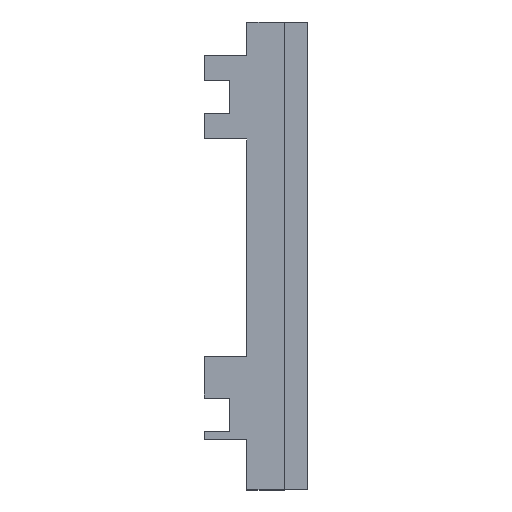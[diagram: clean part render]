
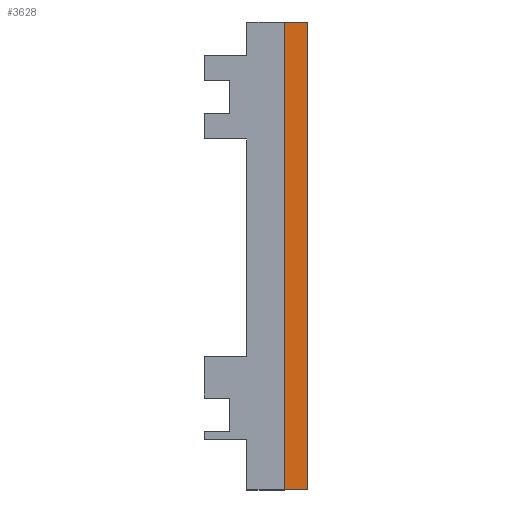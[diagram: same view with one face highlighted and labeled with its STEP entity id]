
A CAD part, front view. The second image highlights one B-rep face of the part: STEP entity #3628.
In plain terms, the highlighted planar face has unit normal (0, -1, 0).
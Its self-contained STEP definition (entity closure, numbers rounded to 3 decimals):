
#32 = PLANE('',#33);
#33 = AXIS2_PLACEMENT_3D('',#34,#35,#36);
#34 = CARTESIAN_POINT('',(-327.704,35.001,905.97));
#35 = DIRECTION('',(1.,0.,0.));
#36 = DIRECTION('',(0.,1.,0.));
#57 = VERTEX_POINT('',#58);
#58 = CARTESIAN_POINT('',(-327.704,-140.049,1175.97));
#72 = PLANE('',#73);
#73 = AXIS2_PLACEMENT_3D('',#74,#75,#76);
#74 = CARTESIAN_POINT('',(-400.704,-244.999,1175.97));
#75 = DIRECTION('',(0.,0.,-1.));
#76 = DIRECTION('',(-1.,0.,0.));
#84 = EDGE_CURVE('',#57,#85,#87,.T.);
#85 = VERTEX_POINT('',#86);
#86 = CARTESIAN_POINT('',(-327.704,-140.049,615.97));
#87 = SURFACE_CURVE('',#88,(#92,#99),.PCURVE_S1.);
#88 = LINE('',#89,#90);
#89 = CARTESIAN_POINT('',(-327.704,-140.049,1175.97));
#90 = VECTOR('',#91,1.);
#91 = DIRECTION('',(0.,0.,-1.));
#92 = PCURVE('',#32,#93);
#93 = DEFINITIONAL_REPRESENTATION('',(#94),#98);
#94 = LINE('',#95,#96);
#95 = CARTESIAN_POINT('',(-175.05,270.));
#96 = VECTOR('',#97,1.);
#97 = DIRECTION('',(0.,-1.));
#98 = ( GEOMETRIC_REPRESENTATION_CONTEXT(2) 
PARAMETRIC_REPRESENTATION_CONTEXT() REPRESENTATION_CONTEXT('2D SPACE',''
  ) );
#99 = PCURVE('',#100,#105);
#100 = PLANE('',#101);
#101 = AXIS2_PLACEMENT_3D('',#102,#103,#104);
#102 = CARTESIAN_POINT('',(267.498,-140.049,1175.97));
#103 = DIRECTION('',(0.,1.,0.));
#104 = DIRECTION('',(-1.,0.,0.));
#105 = DEFINITIONAL_REPRESENTATION('',(#106),#110);
#106 = LINE('',#107,#108);
#107 = CARTESIAN_POINT('',(595.202,0.));
#108 = VECTOR('',#109,1.);
#109 = DIRECTION('',(0.,-1.));
#110 = ( GEOMETRIC_REPRESENTATION_CONTEXT(2) 
PARAMETRIC_REPRESENTATION_CONTEXT() REPRESENTATION_CONTEXT('2D SPACE',''
  ) );
#126 = PLANE('',#127);
#127 = AXIS2_PLACEMENT_3D('',#128,#129,#130);
#128 = CARTESIAN_POINT('',(-355.704,-244.999,615.97));
#129 = DIRECTION('',(0.,0.,1.));
#130 = DIRECTION('',(1.,0.,0.));
#931 = EDGE_CURVE('',#932,#934,#936,.T.);
#932 = VERTEX_POINT('',#933);
#933 = CARTESIAN_POINT('',(-355.704,-140.049,1175.97));
#934 = VERTEX_POINT('',#935);
#935 = CARTESIAN_POINT('',(-355.704,-140.049,615.97));
#936 = SURFACE_CURVE('',#937,(#941,#953),.PCURVE_S1.);
#937 = LINE('',#938,#939);
#938 = CARTESIAN_POINT('',(-355.704,-140.049,615.97));
#939 = VECTOR('',#940,1.);
#940 = DIRECTION('',(0.,0.,-1.));
#941 = PCURVE('',#942,#947);
#942 = PLANE('',#943);
#943 = AXIS2_PLACEMENT_3D('',#944,#945,#946);
#944 = CARTESIAN_POINT('',(-355.704,35.001,905.97));
#945 = DIRECTION('',(1.,0.,0.));
#946 = DIRECTION('',(0.,1.,0.));
#947 = DEFINITIONAL_REPRESENTATION('',(#948),#952);
#948 = LINE('',#949,#950);
#949 = CARTESIAN_POINT('',(-175.05,-290.));
#950 = VECTOR('',#951,1.);
#951 = DIRECTION('',(0.,-1.));
#952 = ( GEOMETRIC_REPRESENTATION_CONTEXT(2) 
PARAMETRIC_REPRESENTATION_CONTEXT() REPRESENTATION_CONTEXT('2D SPACE',''
  ) );
#953 = PCURVE('',#100,#954);
#954 = DEFINITIONAL_REPRESENTATION('',(#955),#959);
#955 = LINE('',#956,#957);
#956 = CARTESIAN_POINT('',(623.202,-560.));
#957 = VECTOR('',#958,1.);
#958 = DIRECTION('',(0.,-1.));
#959 = ( GEOMETRIC_REPRESENTATION_CONTEXT(2) 
PARAMETRIC_REPRESENTATION_CONTEXT() REPRESENTATION_CONTEXT('2D SPACE',''
  ) );
#2420 = EDGE_CURVE('',#85,#934,#2421,.T.);
#2421 = SURFACE_CURVE('',#2422,(#2426,#2433),.PCURVE_S1.);
#2422 = LINE('',#2423,#2424);
#2423 = CARTESIAN_POINT('',(267.498,-140.049,615.97));
#2424 = VECTOR('',#2425,1.);
#2425 = DIRECTION('',(-1.,0.,0.));
#2426 = PCURVE('',#126,#2427);
#2427 = DEFINITIONAL_REPRESENTATION('',(#2428),#2432);
#2428 = LINE('',#2429,#2430);
#2429 = CARTESIAN_POINT('',(623.202,104.95));
#2430 = VECTOR('',#2431,1.);
#2431 = DIRECTION('',(-1.,0.));
#2432 = ( GEOMETRIC_REPRESENTATION_CONTEXT(2) 
PARAMETRIC_REPRESENTATION_CONTEXT() REPRESENTATION_CONTEXT('2D SPACE',''
  ) );
#2433 = PCURVE('',#100,#2434);
#2434 = DEFINITIONAL_REPRESENTATION('',(#2435),#2439);
#2435 = LINE('',#2436,#2437);
#2436 = CARTESIAN_POINT('',(0.,-560.));
#2437 = VECTOR('',#2438,1.);
#2438 = DIRECTION('',(1.,0.));
#2439 = ( GEOMETRIC_REPRESENTATION_CONTEXT(2) 
PARAMETRIC_REPRESENTATION_CONTEXT() REPRESENTATION_CONTEXT('2D SPACE',''
  ) );
#2645 = EDGE_CURVE('',#57,#932,#2646,.T.);
#2646 = SURFACE_CURVE('',#2647,(#2651,#2658),.PCURVE_S1.);
#2647 = LINE('',#2648,#2649);
#2648 = CARTESIAN_POINT('',(267.498,-140.049,1175.97)
  );
#2649 = VECTOR('',#2650,1.);
#2650 = DIRECTION('',(-1.,0.,0.));
#2651 = PCURVE('',#72,#2652);
#2652 = DEFINITIONAL_REPRESENTATION('',(#2653),#2657);
#2653 = LINE('',#2654,#2655);
#2654 = CARTESIAN_POINT('',(-668.202,104.95));
#2655 = VECTOR('',#2656,1.);
#2656 = DIRECTION('',(1.,0.));
#2657 = ( GEOMETRIC_REPRESENTATION_CONTEXT(2) 
PARAMETRIC_REPRESENTATION_CONTEXT() REPRESENTATION_CONTEXT('2D SPACE',''
  ) );
#2658 = PCURVE('',#100,#2659);
#2659 = DEFINITIONAL_REPRESENTATION('',(#2660),#2664);
#2660 = LINE('',#2661,#2662);
#2661 = CARTESIAN_POINT('',(0.,0.));
#2662 = VECTOR('',#2663,1.);
#2663 = DIRECTION('',(1.,0.));
#2664 = ( GEOMETRIC_REPRESENTATION_CONTEXT(2) 
PARAMETRIC_REPRESENTATION_CONTEXT() REPRESENTATION_CONTEXT('2D SPACE',''
  ) );
#3628 = ADVANCED_FACE('',(#3629),#100,.F.);
#3629 = FACE_BOUND('',#3630,.T.);
#3630 = EDGE_LOOP('',(#3631,#3632,#3633,#3634));
#3631 = ORIENTED_EDGE('',*,*,#931,.T.);
#3632 = ORIENTED_EDGE('',*,*,#2420,.F.);
#3633 = ORIENTED_EDGE('',*,*,#84,.F.);
#3634 = ORIENTED_EDGE('',*,*,#2645,.T.);
